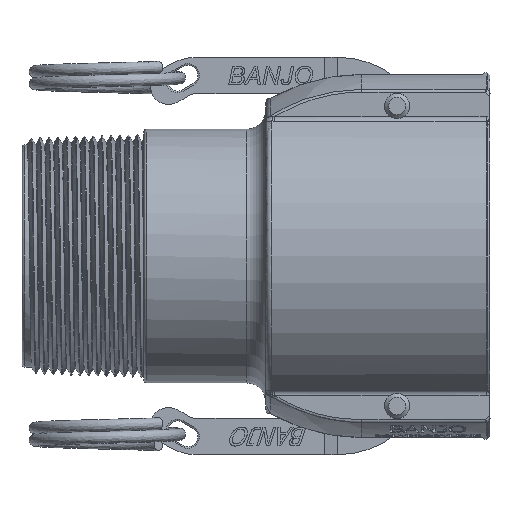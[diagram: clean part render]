
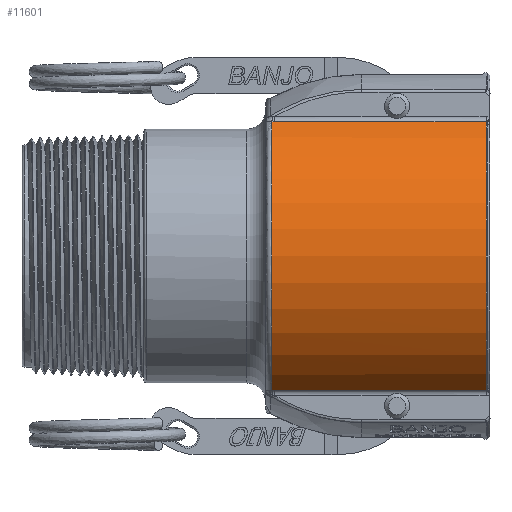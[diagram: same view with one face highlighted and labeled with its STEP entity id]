
A CAD part, front view. The second image highlights one B-rep face of the part: STEP entity #11601.
In plain terms, the highlighted cylindrical face has radius 39.37 mm (diameter 78.74 mm), a partial arc.
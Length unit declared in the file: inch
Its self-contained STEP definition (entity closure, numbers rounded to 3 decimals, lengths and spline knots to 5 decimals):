
#461=LINE('',#19496,#1280);
#462=LINE('',#19681,#1281);
#1280=VECTOR('',#13227,2.08129);
#1281=VECTOR('',#13246,2.08129);
#2500=B_SPLINE_CURVE_WITH_KNOTS('',3,(#19545,#19546,#19547,#19548),
 .UNSPECIFIED.,.F.,.F.,(4,4),(-0.07673,0.),.UNSPECIFIED.);
#2513=B_SPLINE_CURVE_WITH_KNOTS('',3,(#19674,#19675,#19676,#19677),
 .UNSPECIFIED.,.F.,.F.,(4,4),(0.,0.01409),.UNSPECIFIED.);
#2516=B_SPLINE_CURVE_WITH_KNOTS('',3,(#19731,#19732,#19733,#19734),
 .UNSPECIFIED.,.F.,.F.,(4,4),(-0.20373,-0.14117),
 .UNSPECIFIED.);
#3225=FACE_OUTER_BOUND('',#3947,.T.);
#3947=EDGE_LOOP('',(#8242,#8243,#8244,#8245,#8246,#8247,#8248));
#4707=CIRCLE('',#12368,1.55);
#4708=CIRCLE('',#12370,1.55);
#5029=VERTEX_POINT('',#19493);
#5030=VERTEX_POINT('',#19495);
#5032=VERTEX_POINT('',#19543);
#5038=VERTEX_POINT('',#19665);
#5040=VERTEX_POINT('',#19672);
#5041=VERTEX_POINT('',#19679);
#5043=VERTEX_POINT('',#19724);
#6263=EDGE_CURVE('',#5029,#5030,#461,.T.);
#6267=EDGE_CURVE('',#5032,#5029,#2500,.T.);
#6282=EDGE_CURVE('',#5040,#5038,#2513,.T.);
#6284=EDGE_CURVE('',#5041,#5040,#462,.T.);
#6289=EDGE_CURVE('',#5038,#5043,#2516,.T.);
#6299=EDGE_CURVE('',#5032,#5043,#4707,.T.);
#6300=EDGE_CURVE('',#5030,#5041,#4708,.T.);
#8242=ORIENTED_EDGE('',*,*,#6267,.F.);
#8243=ORIENTED_EDGE('',*,*,#6299,.T.);
#8244=ORIENTED_EDGE('',*,*,#6289,.F.);
#8245=ORIENTED_EDGE('',*,*,#6282,.F.);
#8246=ORIENTED_EDGE('',*,*,#6284,.F.);
#8247=ORIENTED_EDGE('',*,*,#6300,.F.);
#8248=ORIENTED_EDGE('',*,*,#6263,.F.);
#11443=CYLINDRICAL_SURFACE('',#12369,1.55);
#11601=ADVANCED_FACE('',(#3225),#11443,.T.);
#12368=AXIS2_PLACEMENT_3D('',#19856,#13257,#13258);
#12369=AXIS2_PLACEMENT_3D('',#19857,#13259,#13260);
#12370=AXIS2_PLACEMENT_3D('',#19858,#13261,#13262);
#13227=DIRECTION('',(1.,0.,0.));
#13246=DIRECTION('',(-1.,0.,0.));
#13257=DIRECTION('center_axis',(1.,0.,0.));
#13258=DIRECTION('ref_axis',(0.,1.,0.));
#13259=DIRECTION('center_axis',(1.,0.,0.));
#13260=DIRECTION('ref_axis',(0.,1.,0.));
#13261=DIRECTION('center_axis',(1.,0.,0.));
#13262=DIRECTION('ref_axis',(0.,-1.,0.));
#19493=CARTESIAN_POINT('',(2.49,-0.8087,1.32231));
#19495=CARTESIAN_POINT('',(4.57129,-0.8087,1.32231));
#19496=CARTESIAN_POINT('',(3.52,-0.8087,1.32231));
#19543=CARTESIAN_POINT('',(2.46,-0.80578,1.32409));
#19545=CARTESIAN_POINT('Ctrl Pts',(2.46,-0.80578,1.32409));
#19546=CARTESIAN_POINT('Ctrl Pts',(2.46979,-0.8077,
1.32292));
#19547=CARTESIAN_POINT('Ctrl Pts',(2.47993,-0.8087,
1.32231));
#19548=CARTESIAN_POINT('Ctrl Pts',(2.49,-0.8087,1.32231));
#19665=CARTESIAN_POINT('',(2.48445,-0.8086,-1.32237));
#19672=CARTESIAN_POINT('',(2.49,-0.8087,-1.32231));
#19674=CARTESIAN_POINT('Ctrl Pts',(2.49,-0.8087,-1.32231));
#19675=CARTESIAN_POINT('Ctrl Pts',(2.48815,-0.8087,
-1.32231));
#19676=CARTESIAN_POINT('Ctrl Pts',(2.4863,-0.80866,-1.32233));
#19677=CARTESIAN_POINT('Ctrl Pts',(2.48445,-0.8086,
-1.32237));
#19679=CARTESIAN_POINT('',(4.57129,-0.8087,-1.32231));
#19681=CARTESIAN_POINT('',(3.52,-0.8087,-1.32231));
#19724=CARTESIAN_POINT('',(2.46,-0.80551,-1.32425));
#19731=CARTESIAN_POINT('Ctrl Pts',(2.48445,-0.8086,
-1.32237));
#19732=CARTESIAN_POINT('Ctrl Pts',(2.47625,-0.8083,
-1.32255));
#19733=CARTESIAN_POINT('Ctrl Pts',(2.46799,-0.80729,
-1.32317));
#19734=CARTESIAN_POINT('Ctrl Pts',(2.46,-0.80551,-1.32425));
#19856=CARTESIAN_POINT('Origin',(2.46,0.,0.));
#19857=CARTESIAN_POINT('Origin',(3.52,0.,0.));
#19858=CARTESIAN_POINT('Origin',(4.57129,0.,0.));
